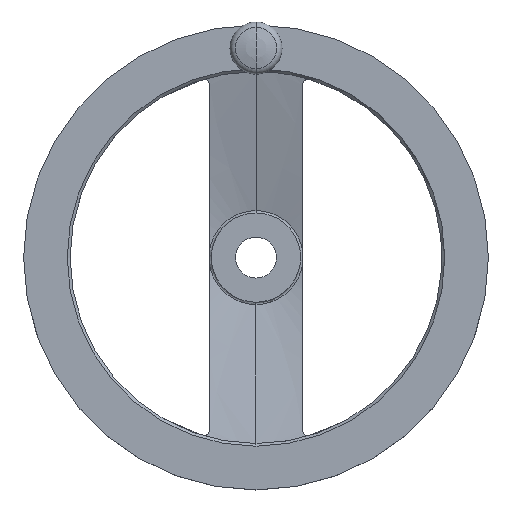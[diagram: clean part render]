
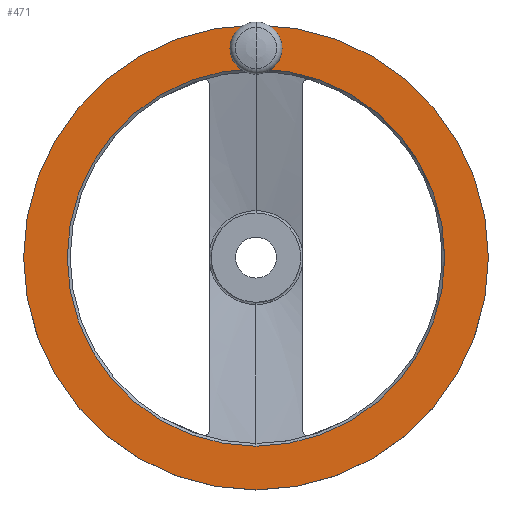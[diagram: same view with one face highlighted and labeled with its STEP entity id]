
A CAD part, top view. The second image highlights one B-rep face of the part: STEP entity #471.
In plain terms, the highlighted planar face has unit normal (0, 0, 1).
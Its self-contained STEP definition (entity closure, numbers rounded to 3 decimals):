
#313=EDGE_CURVE('',#631,#615,#819,.T.);
#317=EDGE_CURVE('',#403,#589,#823,.T.);
#359=EDGE_CURVE('',#731,#707,#876,.T.);
#403=VERTEX_POINT('',#927);
#421=EDGE_CURVE('',#615,#631,#947,.T.);
#471=ADVANCED_FACE('',(#1003,#1004,#1005),#1006,.T.);
#489=EDGE_CURVE('',#707,#731,#1027,.T.);
#589=VERTEX_POINT('',#1134);
#615=VERTEX_POINT('',#1162);
#631=VERTEX_POINT('',#1180);
#707=VERTEX_POINT('',#1261);
#731=VERTEX_POINT('',#1287);
#751=EDGE_CURVE('',#589,#403,#1308,.T.);
#819=CIRCLE('',#1418,101.5);
#823=CIRCLE('',#1424,125.0);
#876=CIRCLE('',#1486,6.5);
#927=CARTESIAN_POINT('',(0.,-125.0,51.0));
#947=CIRCLE('',#1574,101.5);
#1003=FACE_BOUND('',#1694,.T.);
#1004=FACE_BOUND('',#1695,.T.);
#1005=FACE_OUTER_BOUND('',#1696,.T.);
#1006=PLANE('',#1697);
#1027=CIRCLE('',#1747,6.5);
#1134=CARTESIAN_POINT('',(0.,125.0,51.0));
#1162=CARTESIAN_POINT('',(0.,-101.5,51.0));
#1180=CARTESIAN_POINT('',(0.,101.5,51.0));
#1261=CARTESIAN_POINT('',(0.,106.0,51.));
#1287=CARTESIAN_POINT('',(0.,119.0,51.0));
#1308=CIRCLE('',#2282,125.0);
#1418=AXIS2_PLACEMENT_3D('',#2333,#2334,#2335);
#1424=AXIS2_PLACEMENT_3D('',#2339,#2340,#2341);
#1486=AXIS2_PLACEMENT_3D('',#2450,#2451,#2452);
#1574=AXIS2_PLACEMENT_3D('',#2568,#2569,#2570);
#1694=EDGE_LOOP('',(#2658,#2659));
#1695=EDGE_LOOP('',(#2660,#2661));
#1696=EDGE_LOOP('',(#2662,#2663));
#1697=AXIS2_PLACEMENT_3D('',#2664,#2665,#2666);
#1747=AXIS2_PLACEMENT_3D('',#2699,#2700,#2701);
#2282=AXIS2_PLACEMENT_3D('',#2950,#2951,#2952);
#2333=CARTESIAN_POINT('',(0.,0.,51.0));
#2334=DIRECTION('',(0.,0.,1.0));
#2335=DIRECTION('',(0.,1.0,0.));
#2339=CARTESIAN_POINT('',(0.,0.,51.0));
#2340=DIRECTION('',(0.,0.,1.0));
#2341=DIRECTION('',(0.,1.0,0.));
#2450=CARTESIAN_POINT('',(0.,112.5,51.0));
#2451=DIRECTION('',(0.,0.,-1.0));
#2452=DIRECTION('',(0.,-1.0,0.));
#2568=CARTESIAN_POINT('',(0.,0.,51.0));
#2569=DIRECTION('',(0.,0.,1.0));
#2570=DIRECTION('',(0.,1.0,0.));
#2658=ORIENTED_EDGE('',*,*,#489,.T.);
#2659=ORIENTED_EDGE('',*,*,#359,.T.);
#2660=ORIENTED_EDGE('',*,*,#313,.F.);
#2661=ORIENTED_EDGE('',*,*,#421,.F.);
#2662=ORIENTED_EDGE('',*,*,#751,.T.);
#2663=ORIENTED_EDGE('',*,*,#317,.T.);
#2664=CARTESIAN_POINT('',(0.,113.25,51.0));
#2665=DIRECTION('',(0.,0.,1.0));
#2666=DIRECTION('',(0.,1.0,0.0));
#2699=CARTESIAN_POINT('',(0.,112.5,51.0));
#2700=DIRECTION('',(0.,0.,-1.0));
#2701=DIRECTION('',(0.,-1.0,0.));
#2950=CARTESIAN_POINT('',(0.,0.,51.0));
#2951=DIRECTION('',(0.,0.,1.0));
#2952=DIRECTION('',(0.,1.0,0.));
